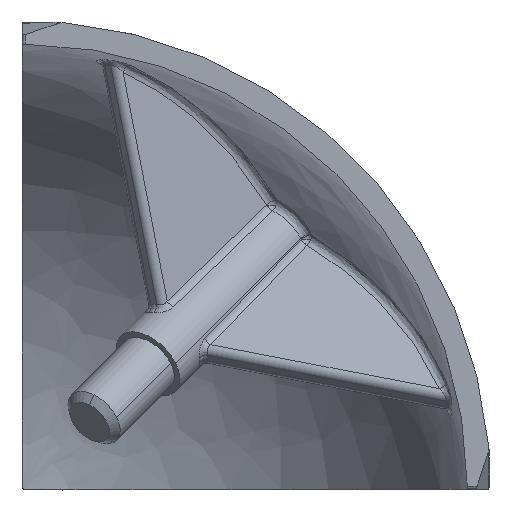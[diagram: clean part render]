
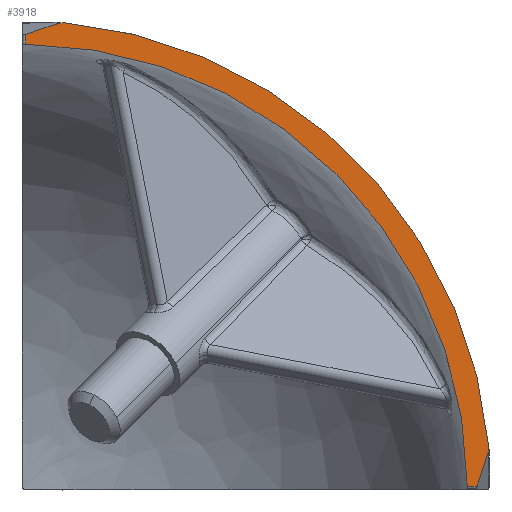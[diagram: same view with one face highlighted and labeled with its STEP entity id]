
A CAD part, top view. The second image highlights one B-rep face of the part: STEP entity #3918.
In plain terms, the highlighted planar face has unit normal (0, 0, 1).
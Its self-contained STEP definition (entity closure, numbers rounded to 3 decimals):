
#99 = VERTEX_POINT ( 'NONE', #870 ) ;
#110 = AXIS2_PLACEMENT_3D ( 'NONE', #1014, #3234, #1356 ) ;
#193 = CARTESIAN_POINT ( 'NONE',  ( 0.2, 0., 0. ) ) ;
#273 = VECTOR ( 'NONE', #1508, 1000. ) ;
#305 = FACE_OUTER_BOUND ( 'NONE', #1918, .T. ) ;
#367 = CARTESIAN_POINT ( 'NONE',  ( 2.568, 29.89, 0. ) ) ;
#392 = CARTESIAN_POINT ( 'NONE',  ( 29.133, 0.2, 0. ) ) ;
#488 = EDGE_CURVE ( 'NONE', #3112, #2798, #1818, .T. ) ;
#491 = ORIENTED_EDGE ( 'NONE', *, *, #501, .F. ) ;
#501 = EDGE_CURVE ( 'NONE', #2281, #3112, #1733, .T. ) ;
#588 = CARTESIAN_POINT ( 'NONE',  ( 2.361, 29.846, 0. ) ) ;
#594 = CARTESIAN_POINT ( 'NONE',  ( 29.89, 2.568, 0. ) ) ;
#605 = EDGE_CURVE ( 'NONE', #1079, #1524, #3382, .T. ) ;
#870 = CARTESIAN_POINT ( 'NONE',  ( 2.361, 29.846, 0. ) ) ;
#1014 = CARTESIAN_POINT ( 'NONE',  ( 0., 0., 0. ) ) ;
#1079 = VERTEX_POINT ( 'NONE', #2444 ) ;
#1114 = LINE ( 'NONE', #193, #2754 ) ;
#1224 = CARTESIAN_POINT ( 'NONE',  ( 29.846, 2.361, 0. ) ) ;
#1244 = ORIENTED_EDGE ( 'NONE', *, *, #488, .F. ) ;
#1246 = EDGE_CURVE ( 'NONE', #2573, #1079, #1114, .T. ) ;
#1356 = DIRECTION ( 'NONE',  ( -1., 0., 0. ) ) ;
#1372 = VERTEX_POINT ( 'NONE', #392 ) ;
#1373 = CARTESIAN_POINT ( 'NONE',  ( 2.462, 29.879, 0. ) ) ;
#1508 = DIRECTION ( 'NONE',  ( -0.95, -0.313, 0. ) ) ;
#1524 = VERTEX_POINT ( 'NONE', #1588 ) ;
#1542 = CARTESIAN_POINT ( 'NONE',  ( 29.881, 2.674, 0. ) ) ;
#1588 = CARTESIAN_POINT ( 'NONE',  ( 28.499, 0.2, 0. ) ) ;
#1589 = CARTESIAN_POINT ( 'NONE',  ( 0., 0., 0. ) ) ;
#1603 = ORIENTED_EDGE ( 'NONE', *, *, #605, .T. ) ;
#1647 = ORIENTED_EDGE ( 'NONE', *, *, #3506, .T. ) ;
#1662 = CARTESIAN_POINT ( 'NONE',  ( 29.846, 2.361, 0. ) ) ;
#1703 = EDGE_CURVE ( 'NONE', #1372, #2798, #3331, .T. ) ;
#1733 = CIRCLE ( 'NONE', #1917, 30. ) ;
#1735 = DIRECTION ( 'NONE',  ( 0., -1., 0. ) ) ;
#1818 = B_SPLINE_CURVE_WITH_KNOTS ( 'NONE', 3,
 ( #1542, #594, #2749, #1224 ),
 .UNSPECIFIED., .F., .F.,
 ( 4, 4 ),
 ( 0., 0. ),
 .UNSPECIFIED. ) ;
#1835 = AXIS2_PLACEMENT_3D ( 'NONE', #2561, #1944, #2336 ) ;
#1882 = CARTESIAN_POINT ( 'NONE',  ( 0.2, 29.133, 0. ) ) ;
#1917 = AXIS2_PLACEMENT_3D ( 'NONE', #1589, #2201, #3478 ) ;
#1918 = EDGE_LOOP ( 'NONE', ( #1603, #2856, #2732, #1244, #491, #3386, #1647, #3369 ) ) ;
#1944 = DIRECTION ( 'NONE',  ( 0., 0., 1. ) ) ;
#1971 = LINE ( 'NONE', #588, #273 ) ;
#2148 = CARTESIAN_POINT ( 'NONE',  ( 2.674, 29.881, 0. ) ) ;
#2172 = DIRECTION ( 'NONE',  ( 0.313, 0.95, 0. ) ) ;
#2201 = DIRECTION ( 'NONE',  ( 0., 0., -1. ) ) ;
#2281 = VERTEX_POINT ( 'NONE', #2148 ) ;
#2336 = DIRECTION ( 'NONE',  ( 1., 0., 0. ) ) ;
#2441 = EDGE_CURVE ( 'NONE', #1524, #1372, #3041, .T. ) ;
#2444 = CARTESIAN_POINT ( 'NONE',  ( 0.2, 28.499, 0. ) ) ;
#2491 = VECTOR ( 'NONE', #3511, 1000. ) ;
#2561 = CARTESIAN_POINT ( 'NONE',  ( 0., 0., 0. ) ) ;
#2573 = VERTEX_POINT ( 'NONE', #1882 ) ;
#2615 = CARTESIAN_POINT ( 'NONE',  ( 0., 0.2, 0. ) ) ;
#2708 = EDGE_CURVE ( 'NONE', #2281, #99, #3534, .T. ) ;
#2732 = ORIENTED_EDGE ( 'NONE', *, *, #1703, .T. ) ;
#2749 = CARTESIAN_POINT ( 'NONE',  ( 29.879, 2.462, 0. ) ) ;
#2754 = VECTOR ( 'NONE', #1735, 1000. ) ;
#2798 = VERTEX_POINT ( 'NONE', #1662 ) ;
#2842 = CARTESIAN_POINT ( 'NONE',  ( 29.133, 0.2, 0. ) ) ;
#2856 = ORIENTED_EDGE ( 'NONE', *, *, #2441, .T. ) ;
#2893 = CARTESIAN_POINT ( 'NONE',  ( 2.361, 29.846, 0. ) ) ;
#3041 = LINE ( 'NONE', #2615, #2491 ) ;
#3112 = VERTEX_POINT ( 'NONE', #3570 ) ;
#3187 = CARTESIAN_POINT ( 'NONE',  ( 2.674, 29.881, 0. ) ) ;
#3234 = DIRECTION ( 'NONE',  ( 0., 0., -1. ) ) ;
#3331 = LINE ( 'NONE', #2842, #3584 ) ;
#3369 = ORIENTED_EDGE ( 'NONE', *, *, #1246, .T. ) ;
#3382 = CIRCLE ( 'NONE', #110, 28.5 ) ;
#3386 = ORIENTED_EDGE ( 'NONE', *, *, #2708, .T. ) ;
#3478 = DIRECTION ( 'NONE',  ( -1., 0., 0. ) ) ;
#3506 = EDGE_CURVE ( 'NONE', #99, #2573, #1971, .T. ) ;
#3511 = DIRECTION ( 'NONE',  ( 1., 0., 0. ) ) ;
#3534 = B_SPLINE_CURVE_WITH_KNOTS ( 'NONE', 3,
 ( #3187, #367, #1373, #2893 ),
 .UNSPECIFIED., .F., .F.,
 ( 4, 4 ),
 ( 0., 0. ),
 .UNSPECIFIED. ) ;
#3570 = CARTESIAN_POINT ( 'NONE',  ( 29.881, 2.674, 0. ) ) ;
#3584 = VECTOR ( 'NONE', #2172, 1000. ) ;
#3730 = PLANE ( 'NONE',  #1835 ) ;
#3918 = ADVANCED_FACE ( 'NONE', ( #305 ), #3730, .T. ) ;
